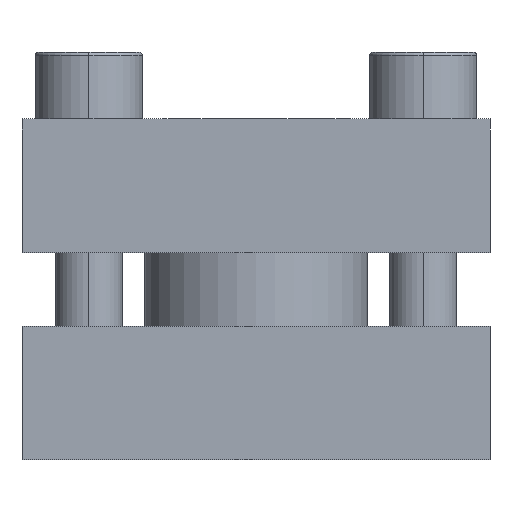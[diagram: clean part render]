
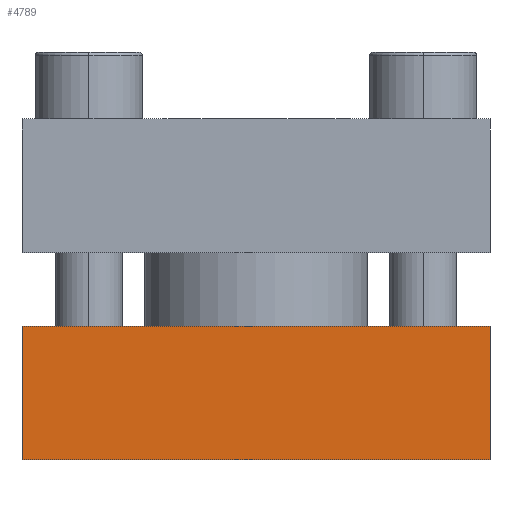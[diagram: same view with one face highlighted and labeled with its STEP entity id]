
A CAD part, front view. The second image highlights one B-rep face of the part: STEP entity #4789.
In plain terms, the highlighted face is planar.
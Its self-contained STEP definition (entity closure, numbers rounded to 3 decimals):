
#36 = LINE ( 'NONE', #2821, #1889 ) ;
#388 = EDGE_LOOP ( 'NONE', ( #1167, #6258, #3549, #1087 ) ) ;
#399 = VERTEX_POINT ( 'NONE', #3287 ) ;
#561 = DIRECTION ( 'NONE',  ( 0., 0., -1. ) ) ;
#661 = CARTESIAN_POINT ( 'NONE',  ( 125., 0., 35. ) ) ;
#670 = CARTESIAN_POINT ( 'NONE',  ( 125., 20., 35. ) ) ;
#952 = DIRECTION ( 'NONE',  ( 0., 0., -1. ) ) ;
#1087 = ORIENTED_EDGE ( 'NONE', *, *, #2796, .T. ) ;
#1167 = ORIENTED_EDGE ( 'NONE', *, *, #1445, .T. ) ;
#1320 = EDGE_CURVE ( 'NONE', #3027, #399, #4707, .T. ) ;
#1445 = EDGE_CURVE ( 'NONE', #3978, #399, #36, .T. ) ;
#1889 = VECTOR ( 'NONE', #561, 1000. ) ;
#1950 = CARTESIAN_POINT ( 'NONE',  ( 125., 20., 35. ) ) ;
#2004 = DIRECTION ( 'NONE',  ( 0., -1., 0. ) ) ;
#2310 = EDGE_CURVE ( 'NONE', #3924, #3027, #6187, .T. ) ;
#2510 = CARTESIAN_POINT ( 'NONE',  ( 125., 20., 35. ) ) ;
#2783 = DIRECTION ( 'NONE',  ( 0., 0., 1. ) ) ;
#2796 = EDGE_CURVE ( 'NONE', #3924, #3978, #5807, .T. ) ;
#2821 = CARTESIAN_POINT ( 'NONE',  ( 125., 0., 35. ) ) ;
#2983 = FACE_OUTER_BOUND ( 'NONE', #388, .T. ) ;
#3027 = VERTEX_POINT ( 'NONE', #5019 ) ;
#3210 = VECTOR ( 'NONE', #2004, 1000. ) ;
#3287 = CARTESIAN_POINT ( 'NONE',  ( 125., 0., -35. ) ) ;
#3549 = ORIENTED_EDGE ( 'NONE', *, *, #2310, .F. ) ;
#3924 = VERTEX_POINT ( 'NONE', #1950 ) ;
#3978 = VERTEX_POINT ( 'NONE', #661 ) ;
#4013 = VECTOR ( 'NONE', #952, 1000. ) ;
#4513 = AXIS2_PLACEMENT_3D ( 'NONE', #670, #4540, #2783 ) ;
#4540 = DIRECTION ( 'NONE',  ( -1., 0., 0. ) ) ;
#4707 = LINE ( 'NONE', #5072, #4831 ) ;
#4789 = ADVANCED_FACE ( 'NONE', ( #2983 ), #4920, .F. ) ;
#4794 = CARTESIAN_POINT ( 'NONE',  ( 125., 20., 35. ) ) ;
#4831 = VECTOR ( 'NONE', #6155, 1000. ) ;
#4920 = PLANE ( 'NONE',  #4513 ) ;
#5019 = CARTESIAN_POINT ( 'NONE',  ( 125., 20., -35. ) ) ;
#5072 = CARTESIAN_POINT ( 'NONE',  ( 125., 20., -35. ) ) ;
#5807 = LINE ( 'NONE', #2510, #3210 ) ;
#6155 = DIRECTION ( 'NONE',  ( 0., -1., 0. ) ) ;
#6187 = LINE ( 'NONE', #4794, #4013 ) ;
#6258 = ORIENTED_EDGE ( 'NONE', *, *, #1320, .F. ) ;
